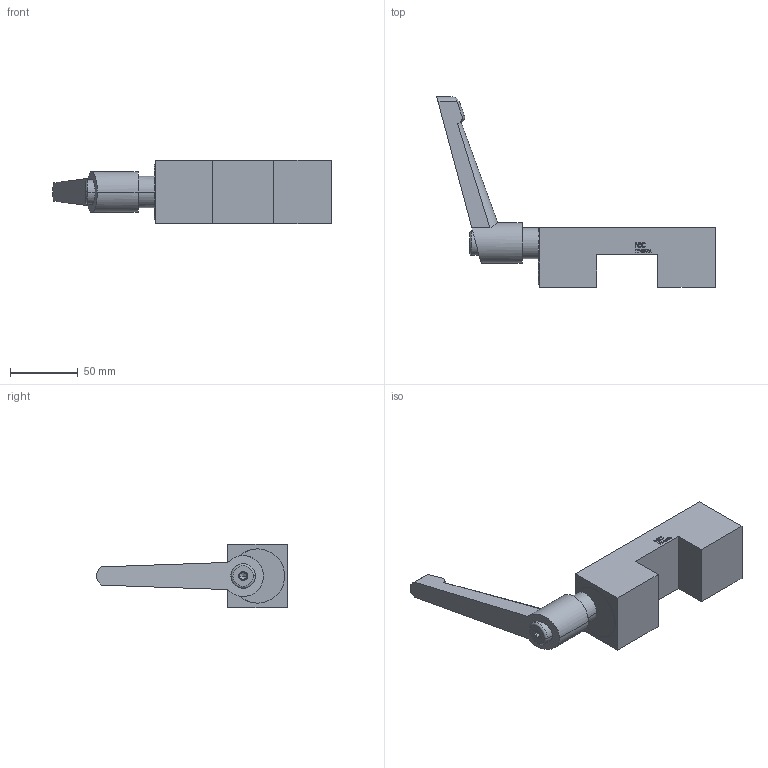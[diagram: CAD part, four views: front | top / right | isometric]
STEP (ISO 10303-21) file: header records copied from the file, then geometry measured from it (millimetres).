
FILE_DESCRIPTION((''),'2;1');
FILE_NAME('FF4501A-NIC','2023-07-12T19:57:38',('lx'),(''),'CREO PARAMETRIC BY PTC INC, 2018100','CREO PARAMETRIC BY PTC INC, 2018100','');
FILE_SCHEMA(('CONFIG_CONTROL_DESIGN'));
Length unit declared in the file: millimetre
Products named in the file (1): FF4501A-NIC
Bounding box: 205.5 x 140.6 x 47 mm (x, y, z)
Volume: 265083.2 mm3; surface area: 44738.4 mm2
Topology: 1 solids, 3 shells, 280 faces, 750 edges, 496 vertices
Faces by surface type: plane 229, cylinder 37, cone 10, torus 4
Entity records: 8863 total; most frequent: CARTESIAN_POINT 1861, ORIENTED_EDGE 1494, DIRECTION 1318, EDGE_CURVE 748, VECTOR 638, LINE 638, VERTEX_POINT 496, AXIS2_PLACEMENT_3D 340
